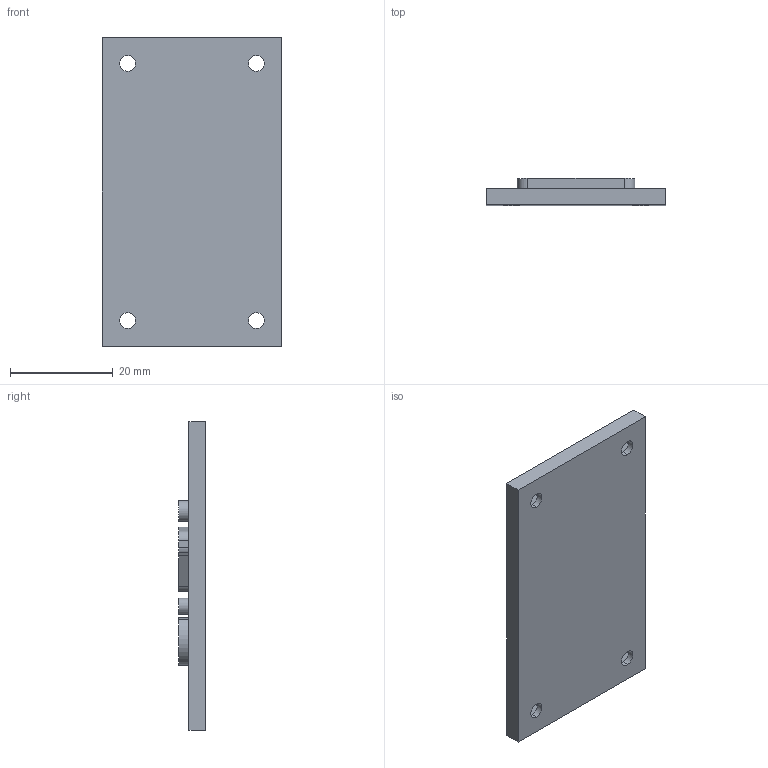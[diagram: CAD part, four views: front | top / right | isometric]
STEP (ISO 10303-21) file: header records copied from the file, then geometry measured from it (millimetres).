
FILE_DESCRIPTION (( 'STEP AP203' ), '1' );
FILE_NAME ('CB-G-002 - Joining Tabs.STEP', '2023-07-17T00:56:54', ( '' ), ( '' ), 'SwSTEP 2.0', 'SolidWorks 2023', '' );
FILE_SCHEMA (( 'CONFIG_CONTROL_DESIGN' ));
Length unit declared in the file: millimetre
Products named in the file (1): CB-G-002 - Joining Tabs
Bounding box: 35 x 5.17 x 60 mm (x, y, z)
Volume: 7149.7 mm3; surface area: 5277.5 mm2
Topology: 1 solids, 1 shells, 73 faces, 189 edges, 126 vertices
Faces by surface type: plane 46, cylinder 27
Entity records: 2330 total; most frequent: DIRECTION 391, CARTESIAN_POINT 389, ORIENTED_EDGE 378, EDGE_CURVE 189, VECTOR 135, LINE 135, AXIS2_PLACEMENT_3D 128, VERTEX_POINT 126
